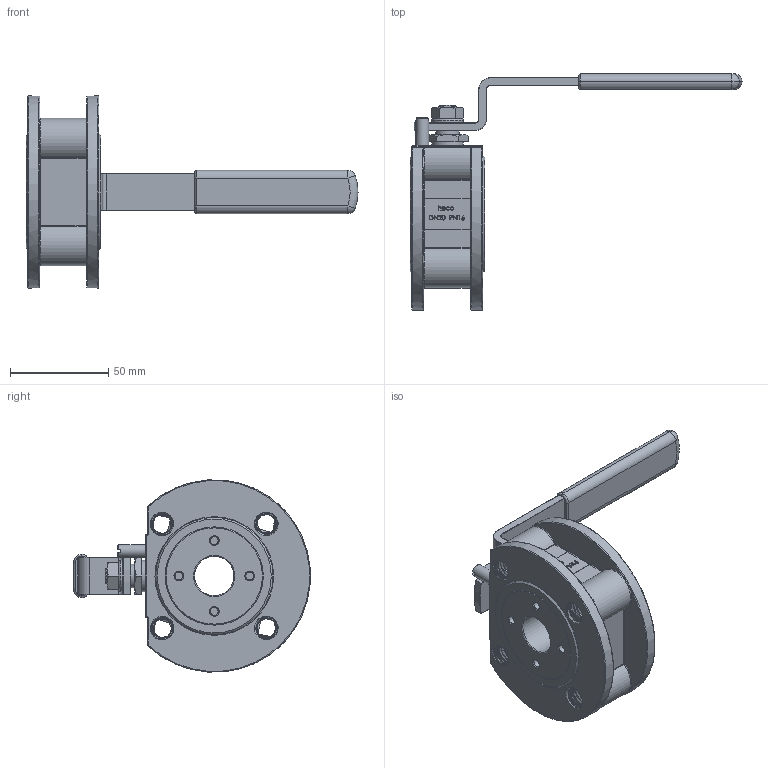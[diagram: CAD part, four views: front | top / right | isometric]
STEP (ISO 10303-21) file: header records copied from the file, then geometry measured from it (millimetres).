
FILE_DESCRIPTION (( 'STEP AP214' ), '1' );
FILE_NAME ('KK-034-000-4 Kugelhahn heco.STEP', '2015-11-24T09:23:40', ( 'test' ), ( '' ), 'SwSTEP 2.0', 'SolidWorks 2011', '' );
FILE_SCHEMA (( 'AUTOMOTIVE_DESIGN' ));
Length unit declared in the file: millimetre
Products named in the file (1): KK-034-000-4 Kugelhahn heco
Bounding box: 169 x 120.34 x 97.76 mm (x, y, z)
Volume: 199868.4 mm3; surface area: 48830.3 mm2
Topology: 2 solids, 3 shells, 733 faces, 1822 edges, 1121 vertices
Faces by surface type: plane 270, bspline 248, cylinder 100, torus 47, cone 44, sphere 24
Full cylindrical faces by diameter (mm): 4 x4, 4.2 x4, 6.5 x1, 10.36 x1, 12 x1, 16 x2, 20 x1, 50 x1
Entity records: 65257 total; most frequent: CARTESIAN_POINT 41912, ORIENTED_EDGE 3482, DIRECTION 2470, EDGE_CURVE 1741, VERTEX_POINT 1108, EDGE_LOOP 837, AXIS2_PLACEMENT_3D 827, LINE 816
